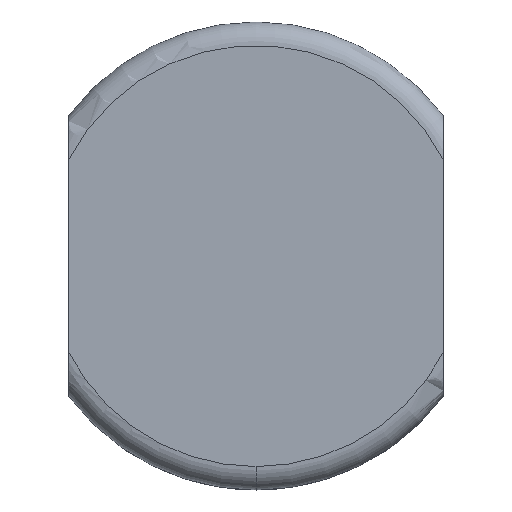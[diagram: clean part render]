
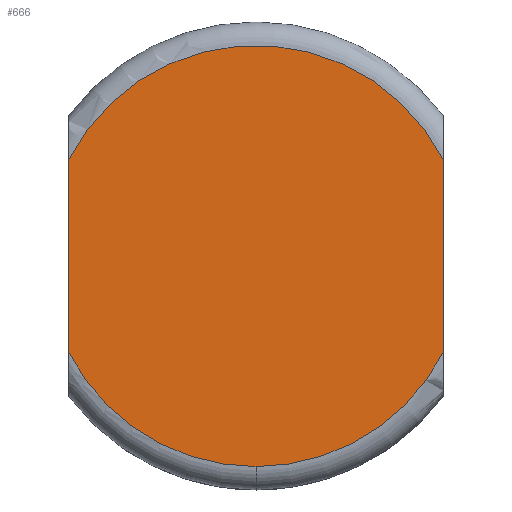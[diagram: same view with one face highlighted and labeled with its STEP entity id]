
A CAD part, left-side view. The second image highlights one B-rep face of the part: STEP entity #666.
In plain terms, the highlighted planar face has unit normal (-1, 0, 0).
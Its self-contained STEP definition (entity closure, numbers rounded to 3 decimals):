
#4 = ORIENTED_EDGE ( 'NONE', *, *, #630, .T. ) ;
#6 = ORIENTED_EDGE ( 'NONE', *, *, #16, .F. ) ;
#16 = EDGE_CURVE ( 'NONE', #677, #18, #217, .T. ) ;
#18 = VERTEX_POINT ( 'NONE', #235 ) ;
#31 = EDGE_CURVE ( 'NONE', #76, #37, #356, .T. ) ;
#37 = VERTEX_POINT ( 'NONE', #420 ) ;
#45 = EDGE_LOOP ( 'NONE', ( #642, #662, #667, #4, #6 ) ) ;
#71 = VERTEX_POINT ( 'NONE', #270 ) ;
#76 = VERTEX_POINT ( 'NONE', #315 ) ;
#100 = CARTESIAN_POINT ( 'NONE',  ( 0., 12., -6.185 ) ) ;
#209 = CIRCLE ( 'NONE', #210, 13.5 ) ;
#210 = AXIS2_PLACEMENT_3D ( 'NONE', #211, #215, #216 ) ;
#211 = CARTESIAN_POINT ( 'NONE',  ( 0., 0., 0. ) ) ;
#215 = DIRECTION ( 'NONE',  ( -1., 0., 0. ) ) ;
#216 = DIRECTION ( 'NONE',  ( 0., 0., -1. ) ) ;
#217 = LINE ( 'NONE', #218, #219 ) ;
#218 = CARTESIAN_POINT ( 'NONE',  ( 0., 12., -11.766 ) ) ;
#219 = VECTOR ( 'NONE', #220, 1000. ) ;
#220 = DIRECTION ( 'NONE',  ( 0., 0., 1. ) ) ;
#235 = CARTESIAN_POINT ( 'NONE',  ( 0., 12., 6.185 ) ) ;
#270 = CARTESIAN_POINT ( 'NONE',  ( 0., -12., 6.185 ) ) ;
#315 = CARTESIAN_POINT ( 'NONE',  ( 0., 0., -13.5 ) ) ;
#356 = CIRCLE ( 'NONE', #357, 13.5 ) ;
#357 = AXIS2_PLACEMENT_3D ( 'NONE', #358, #359, #360 ) ;
#358 = CARTESIAN_POINT ( 'NONE',  ( 0., 0., 0. ) ) ;
#359 = DIRECTION ( 'NONE',  ( -1., 0., 0. ) ) ;
#360 = DIRECTION ( 'NONE',  ( 0., 0., -1. ) ) ;
#378 = FACE_OUTER_BOUND ( 'NONE', #45, .T. ) ;
#379 = PLANE ( 'NONE',  #380 ) ;
#380 = AXIS2_PLACEMENT_3D ( 'NONE', #381, #382, #383 ) ;
#381 = CARTESIAN_POINT ( 'NONE',  ( 0., 0., 0. ) ) ;
#382 = DIRECTION ( 'NONE',  ( 1., 0., 0. ) ) ;
#383 = DIRECTION ( 'NONE',  ( 0., 0., -1. ) ) ;
#420 = CARTESIAN_POINT ( 'NONE',  ( 0., -12., -6.185 ) ) ;
#455 = LINE ( 'NONE', #456, #457 ) ;
#456 = CARTESIAN_POINT ( 'NONE',  ( 0., -12., -12.388 ) ) ;
#457 = VECTOR ( 'NONE', #458, 1000. ) ;
#458 = DIRECTION ( 'NONE',  ( 0., 0., -1. ) ) ;
#479 = CIRCLE ( 'NONE', #480, 13.5 ) ;
#480 = AXIS2_PLACEMENT_3D ( 'NONE', #481, #482, #483 ) ;
#481 = CARTESIAN_POINT ( 'NONE',  ( 0., 0., 0. ) ) ;
#482 = DIRECTION ( 'NONE',  ( -1., 0., 0. ) ) ;
#483 = DIRECTION ( 'NONE',  ( 0., 0., -1. ) ) ;
#630 = EDGE_CURVE ( 'NONE', #71, #18, #479, .T. ) ;
#642 = ORIENTED_EDGE ( 'NONE', *, *, #650, .T. ) ;
#650 = EDGE_CURVE ( 'NONE', #677, #76, #209, .T. ) ;
#662 = ORIENTED_EDGE ( 'NONE', *, *, #31, .T. ) ;
#666 = ADVANCED_FACE ( 'NONE', ( #378 ), #379, .F. ) ;
#667 = ORIENTED_EDGE ( 'NONE', *, *, #673, .F. ) ;
#673 = EDGE_CURVE ( 'NONE', #71, #37, #455, .T. ) ;
#677 = VERTEX_POINT ( 'NONE', #100 ) ;
